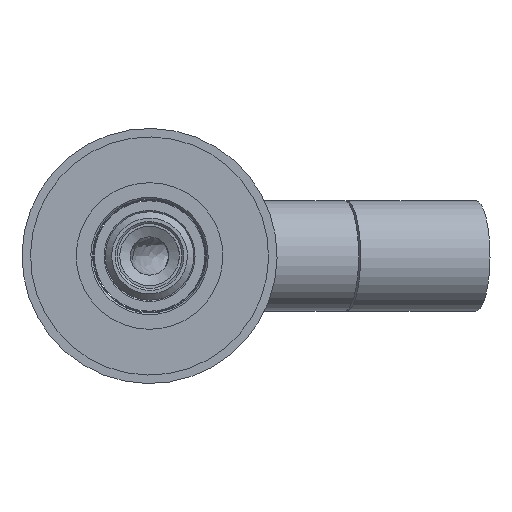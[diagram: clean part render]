
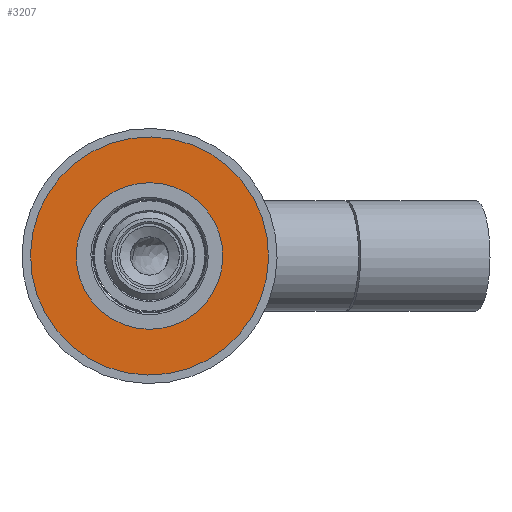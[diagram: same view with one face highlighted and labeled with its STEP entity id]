
A CAD part, left-side view. The second image highlights one B-rep face of the part: STEP entity #3207.
In plain terms, the highlighted planar face has unit normal (-1, 0, 0).
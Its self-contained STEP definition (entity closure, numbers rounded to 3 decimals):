
#551=PLANE('',#3455);
#741=ORIENTED_EDGE('',*,*,#1630,.F.);
#742=ORIENTED_EDGE('',*,*,#1632,.T.);
#1630=EDGE_CURVE('',#2079,#2079,#2406,.T.);
#1632=EDGE_CURVE('',#2081,#2081,#2408,.T.);
#2079=VERTEX_POINT('',#4919);
#2081=VERTEX_POINT('',#4925);
#2406=CIRCLE('',#3452,17.25);
#2408=CIRCLE('',#3456,28.);
#2609=EDGE_LOOP('',(#741));
#2610=EDGE_LOOP('',(#742));
#2899=FACE_BOUND('',#2609,.T.);
#2900=FACE_BOUND('',#2610,.T.);
#3207=ADVANCED_FACE('',(#2899,#2900),#551,.T.);
#3452=AXIS2_PLACEMENT_3D('',#4918,#3872,#3873);
#3455=AXIS2_PLACEMENT_3D('',#4923,#3878,#3879);
#3456=AXIS2_PLACEMENT_3D('',#4924,#3880,#3881);
#3872=DIRECTION('',(-1.,0.,0.));
#3873=DIRECTION('',(0.,0.,1.));
#3878=DIRECTION('',(-1.,0.,0.));
#3879=DIRECTION('',(0.,0.,1.));
#3880=DIRECTION('',(-1.,0.,0.));
#3881=DIRECTION('',(0.,0.,1.));
#4918=CARTESIAN_POINT('',(3.5,0.,0.));
#4919=CARTESIAN_POINT('',(3.5,0.,17.25));
#4923=CARTESIAN_POINT('',(3.5,-28.336,-28.336));
#4924=CARTESIAN_POINT('',(3.5,0.,0.));
#4925=CARTESIAN_POINT('',(3.5,0.,28.));
